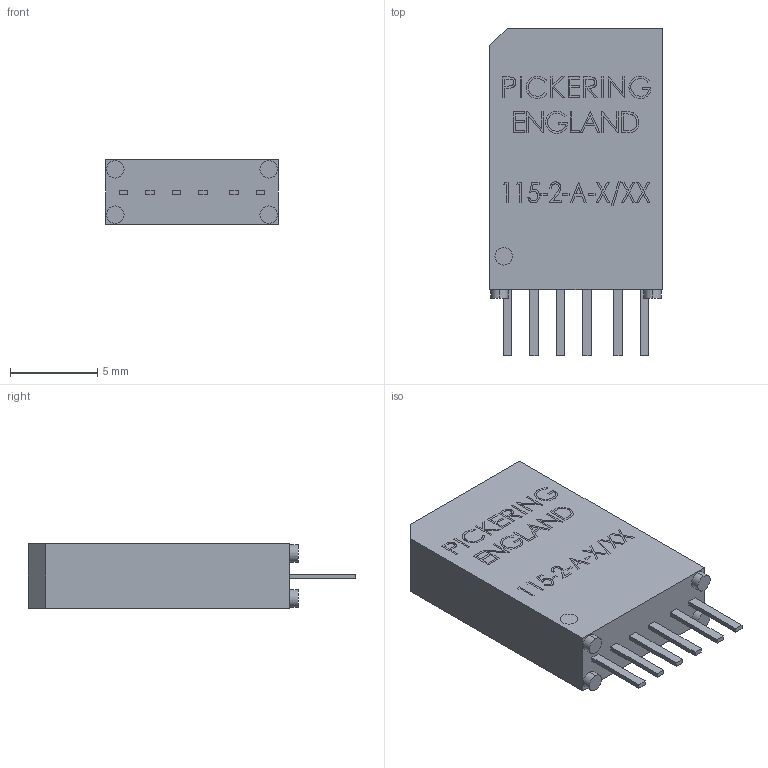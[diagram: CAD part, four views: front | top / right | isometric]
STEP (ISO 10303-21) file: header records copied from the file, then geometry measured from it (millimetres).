
FILE_DESCRIPTION (( 'STEP AP214' ), '1' );
FILE_NAME ('115-2-A.STEP', '2010-11-26T13:46:13', ( ' ' ), ( '' ), 'SwSTEP 2.0', 'SolidWorks 2009', '' );
FILE_SCHEMA (( 'AUTOMOTIVE_DESIGN' ));
Length unit declared in the file: millimetre
Products named in the file (1): 115-2-A
Bounding box: 9.9 x 18.8 x 3.7 mm (x, y, z)
Volume: 551.9 mm3; surface area: 519.1 mm2
Topology: 1 solids, 1 shells, 356 faces, 930 edges, 620 vertices
Faces by surface type: plane 287, bspline 59, cylinder 10
Entity records: 20416 total; most frequent: CARTESIAN_POINT 8072, ORIENTED_EDGE 1860, DIRECTION 1428, EDGE_CURVE 930, VECTOR 792, LINE 792, VERTEX_POINT 620, EDGE_LOOP 400
